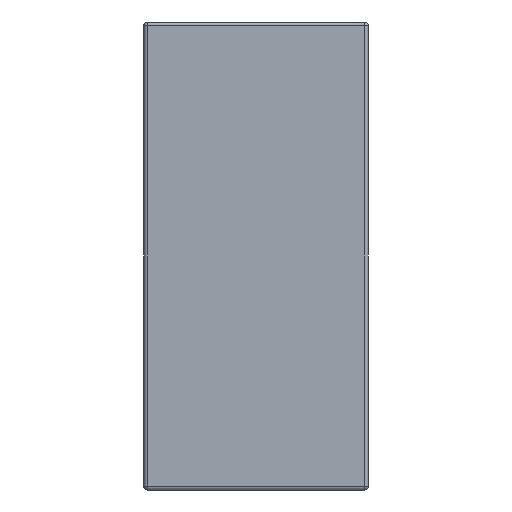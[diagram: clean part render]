
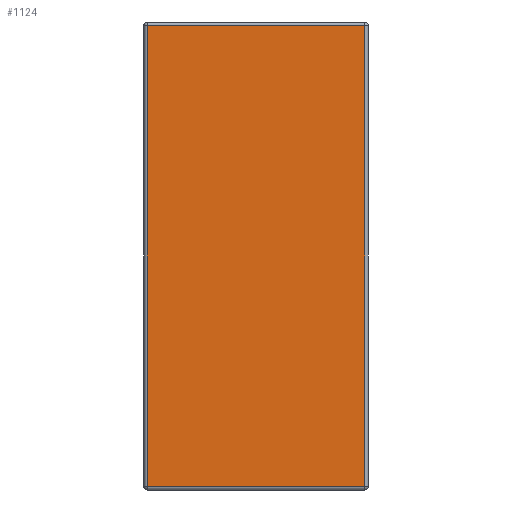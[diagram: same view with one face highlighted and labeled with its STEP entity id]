
A CAD part, left-side view. The second image highlights one B-rep face of the part: STEP entity #1124.
In plain terms, the highlighted planar face has unit normal (-1, 0, 0).
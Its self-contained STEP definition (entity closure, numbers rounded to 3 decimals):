
#18 = DIRECTION ( 'NONE',  ( 0., 0., -1. ) ) ;
#128 = DIRECTION ( 'NONE',  ( 1., 0., 0. ) ) ;
#177 = VECTOR ( 'NONE', #730, 1000. ) ;
#205 = CARTESIAN_POINT ( 'NONE',  ( -1., 0.29, -0.625 ) ) ;
#208 = DIRECTION ( 'NONE',  ( 0., -1., 0. ) ) ;
#296 = EDGE_CURVE ( 'NONE', #1565, #1503, #696, .T. ) ;
#491 = LINE ( 'NONE', #991, #1131 ) ;
#518 = AXIS2_PLACEMENT_3D ( 'NONE', #1183, #128, #18 ) ;
#528 = PLANE ( 'NONE',  #518 ) ;
#579 = EDGE_CURVE ( 'NONE', #936, #1565, #491, .T. ) ;
#590 = CARTESIAN_POINT ( 'NONE',  ( -1., 0.3, -0.615 ) ) ;
#626 = DIRECTION ( 'NONE',  ( 0., 0., 1. ) ) ;
#628 = CARTESIAN_POINT ( 'NONE',  ( -1., -0.29, -0.615 ) ) ;
#696 = LINE ( 'NONE', #1465, #1217 ) ;
#716 = ORIENTED_EDGE ( 'NONE', *, *, #296, .T. ) ;
#730 = DIRECTION ( 'NONE',  ( 0., 0., -1. ) ) ;
#746 = ORIENTED_EDGE ( 'NONE', *, *, #1289, .T. ) ;
#761 = FACE_OUTER_BOUND ( 'NONE', #1676, .T. ) ;
#823 = ORIENTED_EDGE ( 'NONE', *, *, #579, .T. ) ;
#936 = VERTEX_POINT ( 'NONE', #628 ) ;
#991 = CARTESIAN_POINT ( 'NONE',  ( -1., -0.29, -0.625 ) ) ;
#1124 = ADVANCED_FACE ( 'NONE', ( #761 ), #528, .F. ) ;
#1131 = VECTOR ( 'NONE', #626, 1000. ) ;
#1183 = CARTESIAN_POINT ( 'NONE',  ( -1., 0.3, -0.625 ) ) ;
#1200 = CARTESIAN_POINT ( 'NONE',  ( -1., 0.29, -0.615 ) ) ;
#1217 = VECTOR ( 'NONE', #1322, 1000. ) ;
#1283 = CARTESIAN_POINT ( 'NONE',  ( -1., 0.29, 0.615 ) ) ;
#1289 = EDGE_CURVE ( 'NONE', #1557, #936, #1499, .T. ) ;
#1322 = DIRECTION ( 'NONE',  ( 0., 1., 0. ) ) ;
#1433 = CARTESIAN_POINT ( 'NONE',  ( -1., -0.29, 0.615 ) ) ;
#1435 = ORIENTED_EDGE ( 'NONE', *, *, #1553, .T. ) ;
#1465 = CARTESIAN_POINT ( 'NONE',  ( -1., 0.3, 0.615 ) ) ;
#1499 = LINE ( 'NONE', #590, #1579 ) ;
#1503 = VERTEX_POINT ( 'NONE', #1283 ) ;
#1506 = LINE ( 'NONE', #205, #177 ) ;
#1553 = EDGE_CURVE ( 'NONE', #1503, #1557, #1506, .T. ) ;
#1557 = VERTEX_POINT ( 'NONE', #1200 ) ;
#1565 = VERTEX_POINT ( 'NONE', #1433 ) ;
#1579 = VECTOR ( 'NONE', #208, 1000. ) ;
#1676 = EDGE_LOOP ( 'NONE', ( #746, #823, #716, #1435 ) ) ;
